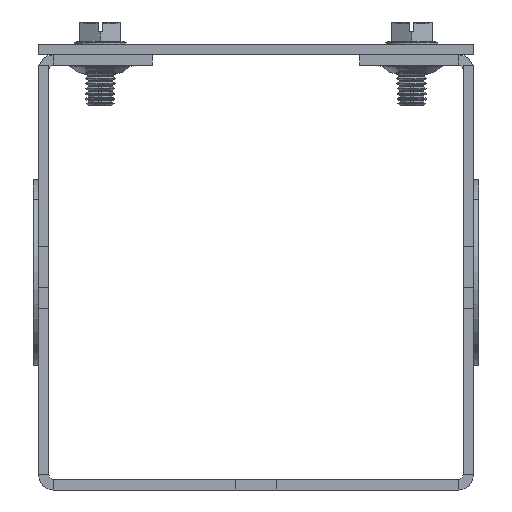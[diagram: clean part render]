
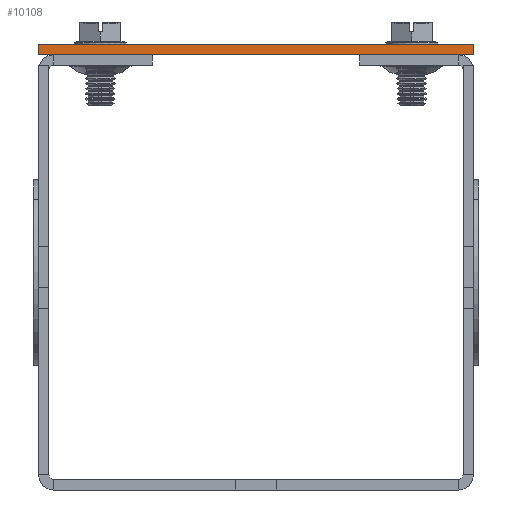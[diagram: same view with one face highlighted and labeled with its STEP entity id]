
A CAD part, left-side view. The second image highlights one B-rep face of the part: STEP entity #10108.
In plain terms, the highlighted face is planar.
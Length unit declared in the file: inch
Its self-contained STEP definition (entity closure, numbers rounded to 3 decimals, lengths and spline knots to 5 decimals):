
#720=LINE('',#18066,#1096);
#722=LINE('',#18070,#1098);
#723=LINE('',#18072,#1099);
#724=LINE('',#18073,#1100);
#1096=VECTOR('',#14196,0.0625);
#1098=VECTOR('',#14200,2.625);
#1099=VECTOR('',#14201,0.0625);
#1100=VECTOR('',#14202,2.625);
#1411=PLANE('',#11364);
#2643=FACE_OUTER_BOUND('',#3750,.T.);
#3750=EDGE_LOOP('',(#8434,#8435,#8436,#8437));
#5384=VERTEX_POINT('',#18063);
#5385=VERTEX_POINT('',#18065);
#5386=VERTEX_POINT('',#18069);
#5387=VERTEX_POINT('',#18071);
#6475=EDGE_CURVE('',#5385,#5384,#720,.T.);
#6477=EDGE_CURVE('',#5384,#5386,#722,.T.);
#6478=EDGE_CURVE('',#5387,#5386,#723,.T.);
#6479=EDGE_CURVE('',#5387,#5385,#724,.T.);
#8434=ORIENTED_EDGE('',*,*,#6477,.T.);
#8435=ORIENTED_EDGE('',*,*,#6478,.F.);
#8436=ORIENTED_EDGE('',*,*,#6479,.T.);
#8437=ORIENTED_EDGE('',*,*,#6475,.T.);
#10108=ADVANCED_FACE('',(#2643),#1411,.T.);
#11364=AXIS2_PLACEMENT_3D('',#18068,#14198,#14199);
#14196=DIRECTION('',(0.,0.,1.));
#14198=DIRECTION('center_axis',(1.,0.,0.));
#14199=DIRECTION('ref_axis',(0.,0.,-1.));
#14200=DIRECTION('',(0.,-1.,0.));
#14201=DIRECTION('',(0.,0.,1.));
#14202=DIRECTION('',(0.,1.,0.));
#18063=CARTESIAN_POINT('',(120.,2.625,0.0625));
#18065=CARTESIAN_POINT('',(120.,2.625,0.));
#18066=CARTESIAN_POINT('',(120.,2.625,0.));
#18068=CARTESIAN_POINT('Origin',(120.,2.625,0.));
#18069=CARTESIAN_POINT('',(120.,0.,0.0625));
#18070=CARTESIAN_POINT('',(120.,0.,0.0625));
#18071=CARTESIAN_POINT('',(120.,0.,0.));
#18072=CARTESIAN_POINT('',(120.,0.,0.));
#18073=CARTESIAN_POINT('',(120.,0.,0.));
